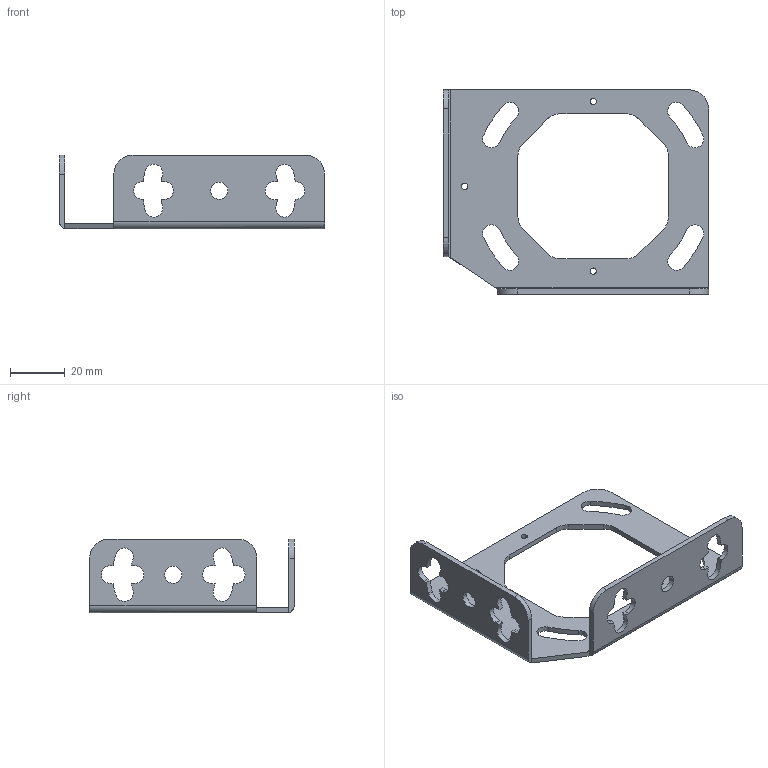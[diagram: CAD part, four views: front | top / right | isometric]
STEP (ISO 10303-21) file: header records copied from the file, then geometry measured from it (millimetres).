
FILE_DESCRIPTION((''),'2;1');
FILE_NAME('141803_SW','2008-08-15T',('banengservice'),('BANNER ENGINEERING'),'PRO/ENGINEER BY PARAMETRIC TECHNOLOGY CORPORATION, 2006170','PRO/ENGINEER BY PARAMETRIC TECHNOLOGY CORPORATION, 2006170','');
FILE_SCHEMA(('CONFIG_CONTROL_DESIGN'));
Length unit declared in the file: inch
Products named in the file (1): 141803_SW
Bounding box: 96.9 x 74.7 x 27 mm (x, y, z)
Volume: 12552.3 mm3; surface area: 15281.4 mm2
Topology: 1 solids, 1 shells, 112 faces, 328 edges, 218 vertices
Faces by surface type: cylinder 75, plane 37
Entity records: 3888 total; most frequent: DIRECTION 696, CARTESIAN_POINT 674, ORIENTED_EDGE 656, EDGE_CURVE 328, AXIS2_PLACEMENT_3D 260, VERTEX_POINT 218, VECTOR 176, LINE 176
